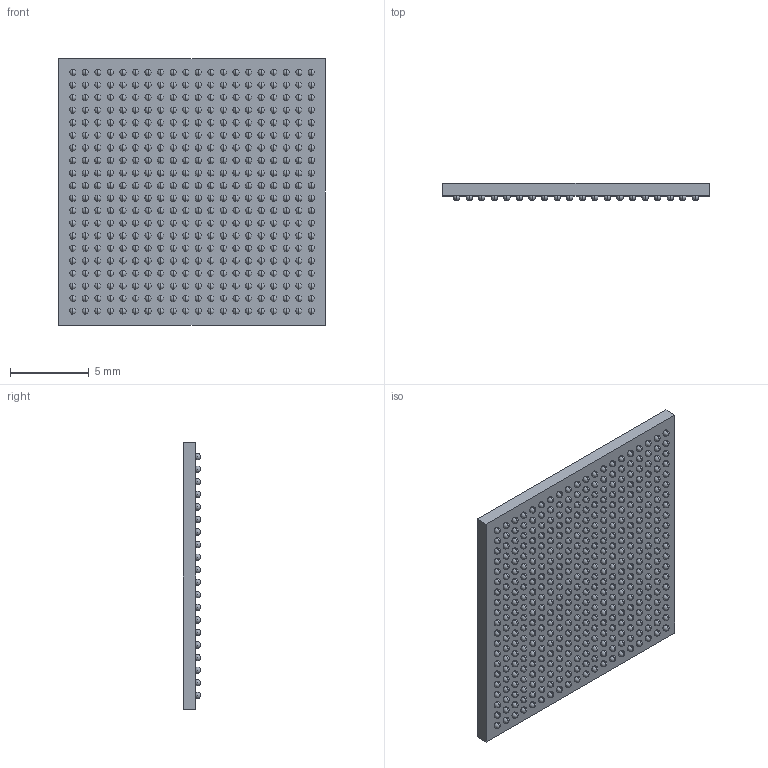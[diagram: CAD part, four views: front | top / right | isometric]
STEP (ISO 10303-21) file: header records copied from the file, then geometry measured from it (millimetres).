
FILE_DESCRIPTION (( 'STEP AP214' ), '1' );
FILE_NAME ('LATTICE_caBGA-381_17.0x17.0mm.STEP', '2022-02-18T18:56:08', ( '' ), ( '' ), 'SwSTEP 2.0', 'SolidWorks 2019', '' );
FILE_SCHEMA (( 'AUTOMOTIVE_DESIGN' ));
Length unit declared in the file: millimetre
Products named in the file (1): LATTICE_caBGA-381_17.0x17.0mm
Bounding box: 17 x 1.1 x 17 mm (x, y, z)
Volume: 242.5 mm3; surface area: 745.6 mm2
Topology: 1 solids, 1 shells, 809 faces, 3618 edges, 2412 vertices
Faces by surface type: sphere 800, plane 7, cylinder 2
Entity records: 31536 total; most frequent: DIRECTION 4842, CARTESIAN_POINT 3640, ORIENTED_EDGE 3236, AXIS2_PLACEMENT_3D 2414, EDGE_CURVE 1618, CIRCLE 1604, VERTEX_POINT 1212, EDGE_LOOP 1210
